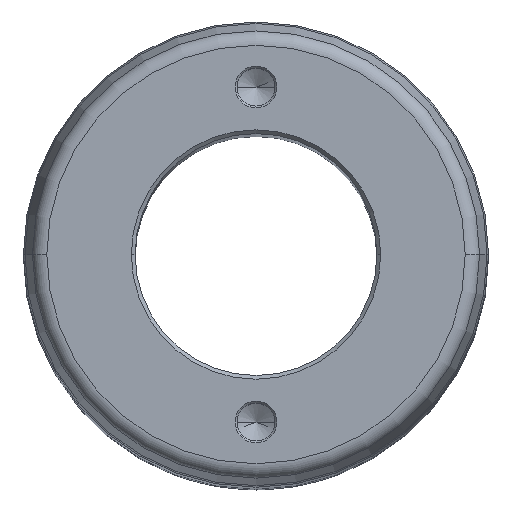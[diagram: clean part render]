
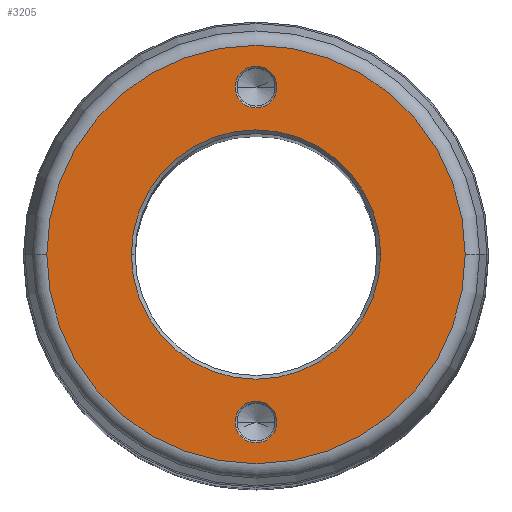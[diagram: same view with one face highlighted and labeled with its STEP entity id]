
A CAD part, top view. The second image highlights one B-rep face of the part: STEP entity #3205.
In plain terms, the highlighted planar face has unit normal (0, 0, 1).
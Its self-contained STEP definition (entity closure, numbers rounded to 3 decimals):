
#47 = DIRECTION ( 'NONE',  ( 1., 0., 0. ) ) ;
#93 = CARTESIAN_POINT ( 'NONE',  ( -33.5, 0., 450. ) ) ;
#174 = AXIS2_PLACEMENT_3D ( 'NONE', #2101, #1463, #2115 ) ;
#185 = FACE_BOUND ( 'NONE', #3396, .T. ) ;
#317 = EDGE_CURVE ( 'NONE', #3332, #598, #643, .T. ) ;
#364 = CIRCLE ( 'NONE', #1122, 33.5 ) ;
#367 = EDGE_CURVE ( 'NONE', #1598, #2565, #1845, .T. ) ;
#380 = CARTESIAN_POINT ( 'NONE',  ( 0., 45., 450. ) ) ;
#388 = CARTESIAN_POINT ( 'NONE',  ( -5.6, 45., 450. ) ) ;
#404 = CARTESIAN_POINT ( 'NONE',  ( 0., 0., 450. ) ) ;
#502 = VERTEX_POINT ( 'NONE', #93 ) ;
#598 = VERTEX_POINT ( 'NONE', #3250 ) ;
#629 = DIRECTION ( 'NONE',  ( 0., 0., 1. ) ) ;
#640 = CARTESIAN_POINT ( 'NONE',  ( 0., 0., 450. ) ) ;
#643 = CIRCLE ( 'NONE', #2506, 5.6 ) ;
#652 = PLANE ( 'NONE',  #1171 ) ;
#688 = DIRECTION ( 'NONE',  ( 1., 0., 0. ) ) ;
#832 = CARTESIAN_POINT ( 'NONE',  ( 5.6, -45., 450. ) ) ;
#912 = DIRECTION ( 'NONE',  ( 1., 0., 0. ) ) ;
#932 = DIRECTION ( 'NONE',  ( 0., 0., -1. ) ) ;
#934 = DIRECTION ( 'NONE',  ( 0., 0., 1. ) ) ;
#989 = DIRECTION ( 'NONE',  ( 1., 0., 0. ) ) ;
#1122 = AXIS2_PLACEMENT_3D ( 'NONE', #640, #932, #912 ) ;
#1171 = AXIS2_PLACEMENT_3D ( 'NONE', #2353, #629, #47 ) ;
#1275 = CARTESIAN_POINT ( 'NONE',  ( 0., 0., 450. ) ) ;
#1308 = EDGE_LOOP ( 'NONE', ( #2746, #2449 ) ) ;
#1312 = EDGE_CURVE ( 'NONE', #598, #3332, #2572, .T. ) ;
#1385 = CARTESIAN_POINT ( 'NONE',  ( -56.215, 0., 450. ) ) ;
#1387 = FACE_OUTER_BOUND ( 'NONE', #1308, .T. ) ;
#1450 = EDGE_LOOP ( 'NONE', ( #1962, #3625 ) ) ;
#1459 = EDGE_CURVE ( 'NONE', #3713, #2127, #1837, .T. ) ;
#1463 = DIRECTION ( 'NONE',  ( 0., 0., 1. ) ) ;
#1490 = ORIENTED_EDGE ( 'NONE', *, *, #3253, .T. ) ;
#1530 = CARTESIAN_POINT ( 'NONE',  ( 33.5, 0., 450. ) ) ;
#1558 = FACE_BOUND ( 'NONE', #1560, .T. ) ;
#1560 = EDGE_LOOP ( 'NONE', ( #1490, #3343 ) ) ;
#1565 = CARTESIAN_POINT ( 'NONE',  ( -5.6, -45., 450. ) ) ;
#1598 = VERTEX_POINT ( 'NONE', #1565 ) ;
#1627 = AXIS2_PLACEMENT_3D ( 'NONE', #2261, #3544, #2979 ) ;
#1711 = DIRECTION ( 'NONE',  ( 1., 0., 0. ) ) ;
#1722 = CARTESIAN_POINT ( 'NONE',  ( 56.215, 0., 450. ) ) ;
#1751 = DIRECTION ( 'NONE',  ( 0., 0., -1. ) ) ;
#1781 = CIRCLE ( 'NONE', #1627, 5.6 ) ;
#1837 = CIRCLE ( 'NONE', #2257, 56.215 ) ;
#1845 = CIRCLE ( 'NONE', #2741, 5.6 ) ;
#1884 = EDGE_CURVE ( 'NONE', #2565, #1598, #1781, .T. ) ;
#1945 = AXIS2_PLACEMENT_3D ( 'NONE', #404, #2426, #989 ) ;
#1947 = ORIENTED_EDGE ( 'NONE', *, *, #1312, .T. ) ;
#1962 = ORIENTED_EDGE ( 'NONE', *, *, #1884, .T. ) ;
#1984 = ORIENTED_EDGE ( 'NONE', *, *, #317, .T. ) ;
#1987 = CARTESIAN_POINT ( 'NONE',  ( 0., 45., 450. ) ) ;
#2009 = AXIS2_PLACEMENT_3D ( 'NONE', #380, #2072, #3292 ) ;
#2042 = CARTESIAN_POINT ( 'NONE',  ( 0., -45., 450. ) ) ;
#2072 = DIRECTION ( 'NONE',  ( 0., 0., -1. ) ) ;
#2101 = CARTESIAN_POINT ( 'NONE',  ( 0., 0., 450. ) ) ;
#2115 = DIRECTION ( 'NONE',  ( 1., 0., 0. ) ) ;
#2127 = VERTEX_POINT ( 'NONE', #1722 ) ;
#2257 = AXIS2_PLACEMENT_3D ( 'NONE', #1275, #934, #688 ) ;
#2261 = CARTESIAN_POINT ( 'NONE',  ( 0., -45., 450. ) ) ;
#2353 = CARTESIAN_POINT ( 'NONE',  ( 0., 0., 450. ) ) ;
#2402 = VERTEX_POINT ( 'NONE', #1530 ) ;
#2426 = DIRECTION ( 'NONE',  ( 0., 0., -1. ) ) ;
#2449 = ORIENTED_EDGE ( 'NONE', *, *, #1459, .T. ) ;
#2506 = AXIS2_PLACEMENT_3D ( 'NONE', #1987, #3449, #1711 ) ;
#2564 = CIRCLE ( 'NONE', #174, 56.215 ) ;
#2565 = VERTEX_POINT ( 'NONE', #832 ) ;
#2572 = CIRCLE ( 'NONE', #2009, 5.6 ) ;
#2596 = DIRECTION ( 'NONE',  ( 1., 0., 0. ) ) ;
#2741 = AXIS2_PLACEMENT_3D ( 'NONE', #2042, #1751, #2596 ) ;
#2746 = ORIENTED_EDGE ( 'NONE', *, *, #2865, .T. ) ;
#2857 = EDGE_CURVE ( 'NONE', #502, #2402, #3284, .T. ) ;
#2865 = EDGE_CURVE ( 'NONE', #2127, #3713, #2564, .T. ) ;
#2979 = DIRECTION ( 'NONE',  ( 1., 0., 0. ) ) ;
#3205 = ADVANCED_FACE ( 'NONE', ( #3602, #185, #1558, #1387 ), #652, .T. ) ;
#3250 = CARTESIAN_POINT ( 'NONE',  ( 5.6, 45., 450. ) ) ;
#3253 = EDGE_CURVE ( 'NONE', #2402, #502, #364, .T. ) ;
#3284 = CIRCLE ( 'NONE', #1945, 33.5 ) ;
#3292 = DIRECTION ( 'NONE',  ( 1., 0., 0. ) ) ;
#3332 = VERTEX_POINT ( 'NONE', #388 ) ;
#3343 = ORIENTED_EDGE ( 'NONE', *, *, #2857, .T. ) ;
#3396 = EDGE_LOOP ( 'NONE', ( #1947, #1984 ) ) ;
#3449 = DIRECTION ( 'NONE',  ( 0., 0., -1. ) ) ;
#3544 = DIRECTION ( 'NONE',  ( 0., 0., -1. ) ) ;
#3602 = FACE_BOUND ( 'NONE', #1450, .T. ) ;
#3625 = ORIENTED_EDGE ( 'NONE', *, *, #367, .T. ) ;
#3713 = VERTEX_POINT ( 'NONE', #1385 ) ;
